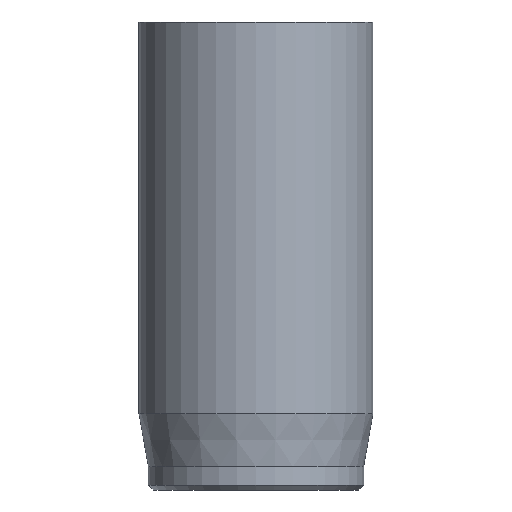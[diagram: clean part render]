
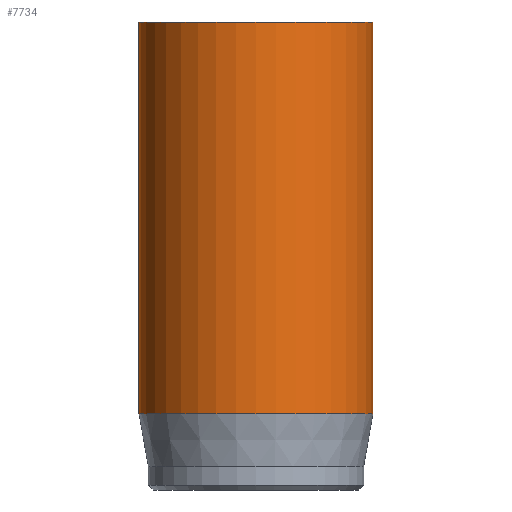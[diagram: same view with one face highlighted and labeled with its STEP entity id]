
A CAD part, front view. The second image highlights one B-rep face of the part: STEP entity #7734.
In plain terms, the highlighted cylindrical face has radius 5 mm (diameter 10 mm), a full revolution.
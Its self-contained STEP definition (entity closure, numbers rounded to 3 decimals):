
#32=CYLINDRICAL_SURFACE('',#8057,5.);
#47=CIRCLE('',#8026,5.);
#63=CIRCLE('',#8055,5.);
#64=CIRCLE('',#8056,5.);
#1072=FACE_OUTER_BOUND('',#1547,.T.);
#1547=EDGE_LOOP('',(#6992,#6993,#6994,#6995,#6996));
#2263=LINE('',#13991,#2985);
#2985=VECTOR('',#9285,5.);
#3708=VERTEX_POINT('',#13932);
#3724=VERTEX_POINT('',#13985);
#3725=VERTEX_POINT('',#13986);
#4796=EDGE_CURVE('',#3708,#3708,#47,.T.);
#4820=EDGE_CURVE('',#3724,#3725,#63,.T.);
#4821=EDGE_CURVE('',#3725,#3724,#64,.T.);
#4823=EDGE_CURVE('',#3708,#3724,#2263,.T.);
#6992=ORIENTED_EDGE('',*,*,#4796,.T.);
#6993=ORIENTED_EDGE('',*,*,#4823,.T.);
#6994=ORIENTED_EDGE('',*,*,#4820,.T.);
#6995=ORIENTED_EDGE('',*,*,#4821,.T.);
#6996=ORIENTED_EDGE('',*,*,#4823,.F.);
#7734=ADVANCED_FACE('',(#1072),#32,.T.);
#8026=AXIS2_PLACEMENT_3D('',#13933,#9212,#9213);
#8055=AXIS2_PLACEMENT_3D('',#13987,#9278,#9279);
#8056=AXIS2_PLACEMENT_3D('',#13988,#9280,#9281);
#8057=AXIS2_PLACEMENT_3D('',#13990,#9283,#9284);
#9212=DIRECTION('center_axis',(0.,0.,-1.));
#9213=DIRECTION('ref_axis',(-1.,0.,0.));
#9278=DIRECTION('center_axis',(0.,0.,1.));
#9279=DIRECTION('ref_axis',(-1.,0.,0.));
#9280=DIRECTION('center_axis',(0.,0.,1.));
#9281=DIRECTION('ref_axis',(-1.,0.,0.));
#9283=DIRECTION('center_axis',(0.,0.,1.));
#9284=DIRECTION('ref_axis',(-1.,0.,0.));
#9285=DIRECTION('',(0.,0.,-1.));
#13932=CARTESIAN_POINT('',(5.,0.,20.));
#13933=CARTESIAN_POINT('Origin',(0.,0.,20.));
#13985=CARTESIAN_POINT('',(5.,0.,3.269));
#13986=CARTESIAN_POINT('',(-5.,0.,3.269));
#13987=CARTESIAN_POINT('Origin',(0.,0.,3.269));
#13988=CARTESIAN_POINT('Origin',(0.,0.,3.269));
#13990=CARTESIAN_POINT('Origin',(0.,0.,0.));
#13991=CARTESIAN_POINT('',(5.,0.,0.));
